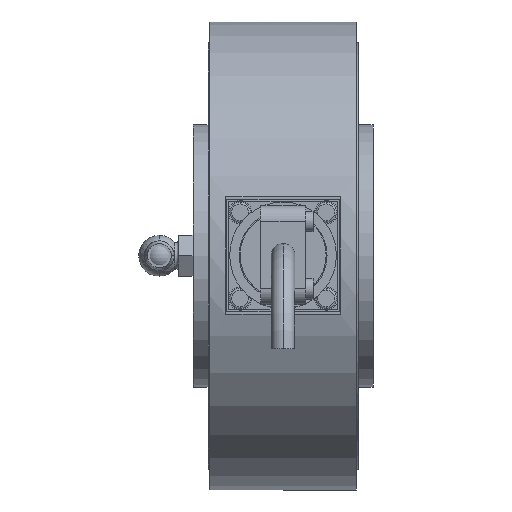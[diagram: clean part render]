
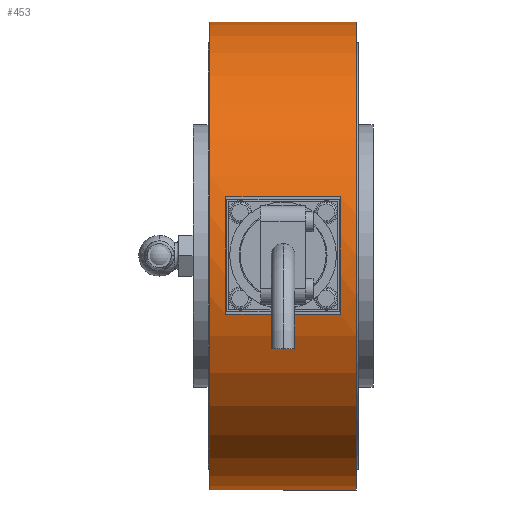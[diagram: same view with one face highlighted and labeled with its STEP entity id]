
A CAD part, top view. The second image highlights one B-rep face of the part: STEP entity #453.
In plain terms, the highlighted cylindrical face has radius 62.5 mm (diameter 125 mm), a partial arc.
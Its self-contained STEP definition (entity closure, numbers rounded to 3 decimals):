
#322=CARTESIAN_POINT('',(0.0,0.0,21.56));
#323=DIRECTION('',(0.0,0.0,-1.0));
#324=DIRECTION('',(1.0,0.0,0.0));
#325=AXIS2_PLACEMENT_3D('',#322,#323,#324);
#326=CYLINDRICAL_SURFACE('',#325,62.5);
#327=CARTESIAN_POINT('',(62.5,0.0,-19.6));
#328=VERTEX_POINT('',#327);
#329=CARTESIAN_POINT('',(62.5,0.0,-2.0));
#330=VERTEX_POINT('',#329);
#331=CARTESIAN_POINT('',(62.5,0.0,-19.6));
#332=DIRECTION('',(0.0,0.0,1.0));
#333=VECTOR('',#332,17.6);
#334=LINE('',#331,#333);
#335=EDGE_CURVE('',#328,#330,#334,.T.);
#336=ORIENTED_EDGE('',*,*,#335,.F.);
#337=CARTESIAN_POINT('',(-62.5,0.,-19.6));
#338=VERTEX_POINT('',#337);
#339=CARTESIAN_POINT('',(0.0,0.0,-19.6));
#340=DIRECTION('',(0.0,0.0,1.0));
#341=DIRECTION('',(1.0,0.0,0.0));
#342=AXIS2_PLACEMENT_3D('',#339,#340,#341);
#343=CIRCLE('',#342,62.5);
#344=EDGE_CURVE('',#328,#338,#343,.T.);
#345=ORIENTED_EDGE('',*,*,#344,.T.);
#346=CARTESIAN_POINT('',(-62.5,0.,19.6));
#347=VERTEX_POINT('',#346);
#348=CARTESIAN_POINT('',(-62.5,0.,-19.6));
#349=DIRECTION('',(0.0,0.0,1.0));
#350=VECTOR('',#349,39.2);
#351=LINE('',#348,#350);
#352=EDGE_CURVE('',#338,#347,#351,.T.);
#353=ORIENTED_EDGE('',*,*,#352,.T.);
#354=CARTESIAN_POINT('',(62.5,0.0,19.6));
#355=VERTEX_POINT('',#354);
#356=CARTESIAN_POINT('',(0.0,0.0,19.6));
#357=DIRECTION('',(0.0,0.0,-1.0));
#358=DIRECTION('',(1.0,0.0,0.0));
#359=AXIS2_PLACEMENT_3D('',#356,#357,#358);
#360=CIRCLE('',#359,62.5);
#361=EDGE_CURVE('',#347,#355,#360,.T.);
#362=ORIENTED_EDGE('',*,*,#361,.T.);
#363=CARTESIAN_POINT('',(62.5,0.0,2.0));
#364=VERTEX_POINT('',#363);
#365=CARTESIAN_POINT('',(62.5,0.0,2.0));
#366=DIRECTION('',(0.0,0.0,1.0));
#367=VECTOR('',#366,17.6);
#368=LINE('',#365,#367);
#369=EDGE_CURVE('',#364,#355,#368,.T.);
#370=ORIENTED_EDGE('',*,*,#369,.F.);
#371=CARTESIAN_POINT('',(62.47,1.947,0.0));
#372=VERTEX_POINT('',#371);
#373=CARTESIAN_POINT('',(62.5,0.0,2.0));
#374=CARTESIAN_POINT('',(62.5,0.124,2.0));
#375=CARTESIAN_POINT('',(62.5,0.253,1.988));
#376=CARTESIAN_POINT('',(62.498,0.507,1.935));
#377=CARTESIAN_POINT('',(62.497,0.634,1.896));
#378=CARTESIAN_POINT('',(62.494,0.876,1.791));
#379=CARTESIAN_POINT('',(62.492,0.991,1.726));
#380=CARTESIAN_POINT('',(62.488,1.205,1.577));
#381=CARTESIAN_POINT('',(62.486,1.302,1.492));
#382=CARTESIAN_POINT('',(62.483,1.473,1.313));
#383=CARTESIAN_POINT('',(62.481,1.553,1.213));
#384=CARTESIAN_POINT('',(62.477,1.694,0.995));
#385=CARTESIAN_POINT('',(62.475,1.754,0.878));
#386=CARTESIAN_POINT('',(62.473,1.852,0.634));
#387=CARTESIAN_POINT('',(62.471,1.888,0.506));
#388=CARTESIAN_POINT('',(62.47,1.936,0.251));
#389=CARTESIAN_POINT('',(62.47,1.947,0.124));
#390=CARTESIAN_POINT('',(62.47,1.947,0.0));
#391=B_SPLINE_CURVE_WITH_KNOTS('',3,(#373,#374,#375,#376,#377,#378,#379,#380,#381,#382,#383,#384,#385,#386,#387,#388,#389,#390),.UNSPECIFIED.,.F.,.U.,(4,2,2,2,2,2,2,2,4),(8.923,9.295,9.668,10.041,10.414,10.785,11.155,11.526,11.897),.UNSPECIFIED.);
#392=EDGE_CURVE('',#364,#372,#391,.T.);
#393=ORIENTED_EDGE('',*,*,#392,.T.);
#394=CARTESIAN_POINT('',(62.47,1.947,0.0));
#395=CARTESIAN_POINT('',(62.47,1.947,-0.124));
#396=CARTESIAN_POINT('',(62.47,1.936,-0.251));
#397=CARTESIAN_POINT('',(62.471,1.888,-0.506));
#398=CARTESIAN_POINT('',(62.473,1.852,-0.634));
#399=CARTESIAN_POINT('',(62.475,1.754,-0.878));
#400=CARTESIAN_POINT('',(62.477,1.694,-0.995));
#401=CARTESIAN_POINT('',(62.481,1.553,-1.213));
#402=CARTESIAN_POINT('',(62.483,1.473,-1.313));
#403=CARTESIAN_POINT('',(62.486,1.302,-1.492));
#404=CARTESIAN_POINT('',(62.488,1.205,-1.577));
#405=CARTESIAN_POINT('',(62.492,0.991,-1.726));
#406=CARTESIAN_POINT('',(62.494,0.876,-1.791));
#407=CARTESIAN_POINT('',(62.497,0.634,-1.896));
#408=CARTESIAN_POINT('',(62.498,0.507,-1.935));
#409=CARTESIAN_POINT('',(62.5,0.253,-1.988));
#410=CARTESIAN_POINT('',(62.5,0.124,-2.0));
#411=CARTESIAN_POINT('',(62.5,0.0,-2.0));
#412=B_SPLINE_CURVE_WITH_KNOTS('',3,(#394,#395,#396,#397,#398,#399,#400,#401,#402,#403,#404,#405,#406,#407,#408,#409,#410,#411),.UNSPECIFIED.,.F.,.U.,(4,2,2,2,2,2,2,2,4),(11.897,12.267,12.638,13.009,13.379,13.752,14.125,14.498,14.871),.UNSPECIFIED.);
#413=EDGE_CURVE('',#372,#330,#412,.T.);
#414=ORIENTED_EDGE('',*,*,#413,.T.);
#415=EDGE_LOOP('',(#336,#345,#353,#362,#370,#393,#414));
#416=FACE_OUTER_BOUND('',#415,.T.);
#417=CARTESIAN_POINT('',(-15.684,60.5,15.25));
#418=VERTEX_POINT('',#417);
#419=CARTESIAN_POINT('',(-15.684,60.5,-15.25));
#420=VERTEX_POINT('',#419);
#421=CARTESIAN_POINT('',(-15.684,60.5,15.25));
#422=DIRECTION('',(0.0,0.0,-1.0));
#423=VECTOR('',#422,30.5);
#424=LINE('',#421,#423);
#425=EDGE_CURVE('',#418,#420,#424,.T.);
#426=ORIENTED_EDGE('',*,*,#425,.T.);
#427=CARTESIAN_POINT('',(15.684,60.5,-15.25));
#428=VERTEX_POINT('',#427);
#429=CARTESIAN_POINT('',(0.0,0.0,-15.25));
#430=DIRECTION('',(0.0,0.0,-1.0));
#431=DIRECTION('',(1.0,0.0,0.0));
#432=AXIS2_PLACEMENT_3D('',#429,#430,#431);
#433=CIRCLE('',#432,62.5);
#434=EDGE_CURVE('',#420,#428,#433,.T.);
#435=ORIENTED_EDGE('',*,*,#434,.T.);
#436=CARTESIAN_POINT('',(15.684,60.5,15.25));
#437=VERTEX_POINT('',#436);
#438=CARTESIAN_POINT('',(15.684,60.5,-15.25));
#439=DIRECTION('',(0.0,0.0,1.0));
#440=VECTOR('',#439,30.5);
#441=LINE('',#438,#440);
#442=EDGE_CURVE('',#428,#437,#441,.T.);
#443=ORIENTED_EDGE('',*,*,#442,.T.);
#444=CARTESIAN_POINT('',(0.0,0.0,15.25));
#445=DIRECTION('',(0.0,0.0,1.0));
#446=DIRECTION('',(1.0,0.0,0.0));
#447=AXIS2_PLACEMENT_3D('',#444,#445,#446);
#448=CIRCLE('',#447,62.5);
#449=EDGE_CURVE('',#437,#418,#448,.T.);
#450=ORIENTED_EDGE('',*,*,#449,.T.);
#451=EDGE_LOOP('',(#426,#435,#443,#450));
#452=FACE_BOUND('',#451,.T.);
#453=ADVANCED_FACE('',(#416,#452),#326,.T.);
